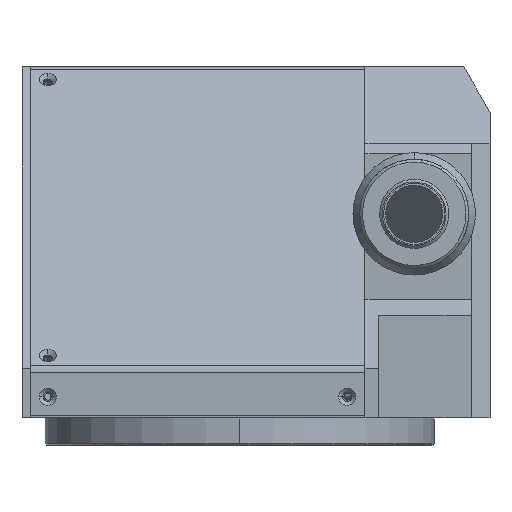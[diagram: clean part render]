
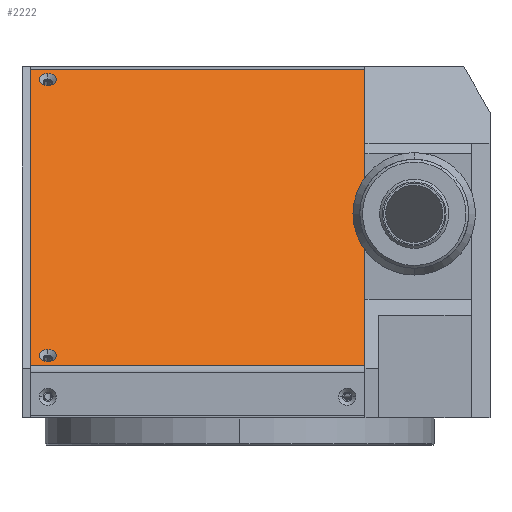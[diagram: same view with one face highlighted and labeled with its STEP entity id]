
A CAD part, left-side view. The second image highlights one B-rep face of the part: STEP entity #2222.
In plain terms, the highlighted planar face has unit normal (-0.707, 0, 0.707).
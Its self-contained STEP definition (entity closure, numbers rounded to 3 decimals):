
#235 = DIRECTION ( 'NONE',  ( 0.707, 0., 0.707 ) ) ;
#237 = DIRECTION ( 'NONE',  ( -0.707, 0., 0.707 ) ) ;
#251 = CARTESIAN_POINT ( 'NONE',  ( -73.293, 70.5, 29.92 ) ) ;
#1027 = VERTEX_POINT ( 'NONE', #2398 ) ;
#1116 = EDGE_LOOP ( 'NONE', ( #12771, #12829 ) ) ;
#1610 = CARTESIAN_POINT ( 'NONE',  ( -75.52, 70.5, 27.693 ) ) ;
#2222 = ADVANCED_FACE ( 'NONE', ( #9960, #9116, #13048 ), #11841, .T. ) ;
#2398 = CARTESIAN_POINT ( 'NONE',  ( 31.615, 77., 134.828 ) ) ;
#2559 = DIRECTION ( 'NONE',  ( -0.707, 0., -0.707 ) ) ;
#2604 = CARTESIAN_POINT ( 'NONE',  ( -77.414, -46., 25.799 ) ) ;
#2647 = CARTESIAN_POINT ( 'NONE',  ( -76.828, 294.359, 26.385 ) ) ;
#2649 = DIRECTION ( 'NONE',  ( 0., 1., 0. ) ) ;
#2821 = DIRECTION ( 'NONE',  ( 0.707, 0., 0.707 ) ) ;
#2834 = CARTESIAN_POINT ( 'NONE',  ( -73.293, 70.5, 29.92 ) ) ;
#2887 = CARTESIAN_POINT ( 'NONE',  ( -77.414, 77., 25.799 ) ) ;
#2964 = DIRECTION ( 'NONE',  ( -0.707, 0., -0.707 ) ) ;
#3080 = CARTESIAN_POINT ( 'NONE',  ( -76.828, 77., 26.385 ) ) ;
#3101 = VERTEX_POINT ( 'NONE', #3080 ) ;
#3181 = DIRECTION ( 'NONE',  ( 0.707, 0., 0.707 ) ) ;
#3197 = DIRECTION ( 'NONE',  ( -0.707, 0., 0.707 ) ) ;
#3212 = CARTESIAN_POINT ( 'NONE',  ( 28.08, 70.5, 131.293 ) ) ;
#4188 = DIRECTION ( 'NONE',  ( 0., -1., 0. ) ) ;
#4358 = CARTESIAN_POINT ( 'NONE',  ( 31.615, 294.359, 134.828 ) ) ;
#4737 = EDGE_LOOP ( 'NONE', ( #12841, #12875, #12884, #12909 ) ) ;
#5915 = AXIS2_PLACEMENT_3D ( 'NONE', #2834, #14601, #2821 ) ;
#5980 = VERTEX_POINT ( 'NONE', #15520 ) ;
#6055 = AXIS2_PLACEMENT_3D ( 'NONE', #3212, #3197, #3181 ) ;
#7524 = EDGE_CURVE ( 'NONE', #9251, #14282, #14535, .T. ) ;
#8150 = EDGE_CURVE ( 'NONE', #15474, #10782, #15554, .T. ) ;
#8190 = VERTEX_POINT ( 'NONE', #12968 ) ;
#8944 = EDGE_CURVE ( 'NONE', #1027, #8190, #13440, .T. ) ;
#8991 = CARTESIAN_POINT ( 'NONE',  ( 25.852, 70.5, 129.066 ) ) ;
#9018 = EDGE_CURVE ( 'NONE', #10782, #15474, #12750, .T. ) ;
#9062 = EDGE_CURVE ( 'NONE', #14282, #9251, #12562, .T. ) ;
#9064 = EDGE_CURVE ( 'NONE', #1027, #3101, #12552, .T. ) ;
#9112 = EDGE_CURVE ( 'NONE', #5980, #3101, #12221, .T. ) ;
#9116 = FACE_BOUND ( 'NONE', #1116, .T. ) ;
#9129 = EDGE_CURVE ( 'NONE', #8190, #5980, #12216, .T. ) ;
#9251 = VERTEX_POINT ( 'NONE', #1610 ) ;
#9960 = FACE_BOUND ( 'NONE', #14865, .T. ) ;
#9965 = AXIS2_PLACEMENT_3D ( 'NONE', #13595, #13587, #13568 ) ;
#10230 = CARTESIAN_POINT ( 'NONE',  ( 30.307, 70.5, 133.52 ) ) ;
#10782 = VERTEX_POINT ( 'NONE', #10230 ) ;
#11006 = AXIS2_PLACEMENT_3D ( 'NONE', #11578, #11576, #11559 ) ;
#11299 = AXIS2_PLACEMENT_3D ( 'NONE', #251, #237, #235 ) ;
#11559 = DIRECTION ( 'NONE',  ( 0.707, 0., 0.707 ) ) ;
#11576 = DIRECTION ( 'NONE',  ( -0.707, 0., 0.707 ) ) ;
#11578 = CARTESIAN_POINT ( 'NONE',  ( -77.414, 294.359, 25.799 ) ) ;
#11841 = PLANE ( 'NONE',  #11006 ) ;
#12189 = VECTOR ( 'NONE', #2559, 1000. ) ;
#12216 = LINE ( 'NONE', #2604, #12189 ) ;
#12221 = LINE ( 'NONE', #2647, #12234 ) ;
#12234 = VECTOR ( 'NONE', #2649, 1000. ) ;
#12463 = VECTOR ( 'NONE', #2964, 1000. ) ;
#12552 = LINE ( 'NONE', #2887, #12463 ) ;
#12562 = CIRCLE ( 'NONE', #5915, 3.15 ) ;
#12629 = ORIENTED_EDGE ( 'NONE', *, *, #9062, .F. ) ;
#12685 = ORIENTED_EDGE ( 'NONE', *, *, #7524, .F. ) ;
#12750 = CIRCLE ( 'NONE', #6055, 3.15 ) ;
#12771 = ORIENTED_EDGE ( 'NONE', *, *, #9018, .F. ) ;
#12829 = ORIENTED_EDGE ( 'NONE', *, *, #8150, .F. ) ;
#12841 = ORIENTED_EDGE ( 'NONE', *, *, #9064, .T. ) ;
#12875 = ORIENTED_EDGE ( 'NONE', *, *, #9112, .F. ) ;
#12884 = ORIENTED_EDGE ( 'NONE', *, *, #9129, .F. ) ;
#12909 = ORIENTED_EDGE ( 'NONE', *, *, #8944, .F. ) ;
#12968 = CARTESIAN_POINT ( 'NONE',  ( 31.615, -46., 134.828 ) ) ;
#13048 = FACE_OUTER_BOUND ( 'NONE', #4737, .T. ) ;
#13440 = LINE ( 'NONE', #4358, #13475 ) ;
#13475 = VECTOR ( 'NONE', #4188, 1000. ) ;
#13568 = DIRECTION ( 'NONE',  ( 0.707, 0., 0.707 ) ) ;
#13587 = DIRECTION ( 'NONE',  ( -0.707, 0., 0.707 ) ) ;
#13595 = CARTESIAN_POINT ( 'NONE',  ( 28.08, 70.5, 131.293 ) ) ;
#14282 = VERTEX_POINT ( 'NONE', #14960 ) ;
#14535 = CIRCLE ( 'NONE', #11299, 3.15 ) ;
#14601 = DIRECTION ( 'NONE',  ( -0.707, 0., 0.707 ) ) ;
#14865 = EDGE_LOOP ( 'NONE', ( #12629, #12685 ) ) ;
#14960 = CARTESIAN_POINT ( 'NONE',  ( -71.066, 70.5, 32.148 ) ) ;
#15474 = VERTEX_POINT ( 'NONE', #8991 ) ;
#15520 = CARTESIAN_POINT ( 'NONE',  ( -76.828, -46., 26.385 ) ) ;
#15554 = CIRCLE ( 'NONE', #9965, 3.15 ) ;
